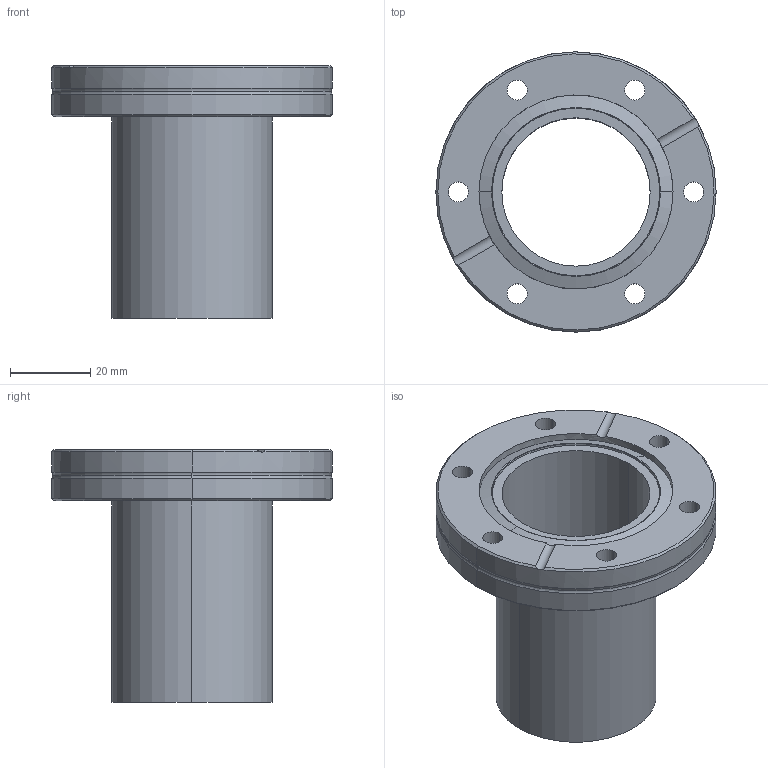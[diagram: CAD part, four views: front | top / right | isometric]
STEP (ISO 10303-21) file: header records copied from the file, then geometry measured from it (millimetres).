
FILE_DESCRIPTION (( 'STEP AP214' ), '1' );
FILE_NAME ('420FRA040-40-63-G.stp', '2017-06-06T07:10:29', ( '' ), ( '' ), 'SwSTEP 2.0', 'SolidWorks 2015', '' );
FILE_SCHEMA (( 'AUTOMOTIVE_DESIGN' ));
Length unit declared in the file: millimetre
Products named in the file (1): 420FRA040-40-63-G
Bounding box: 69.9 x 69.9 x 63 mm (x, y, z)
Volume: 41572 mm3; surface area: 25022.3 mm2
Topology: 1 solids, 1 shells, 47 faces, 114 edges, 71 vertices
Faces by surface type: cylinder 26, cone 9, torus 6, plane 6
Entity records: 2022 total; most frequent: CARTESIAN_POINT 293, DIRECTION 273, ORIENTED_EDGE 228, AXIS2_PLACEMENT_3D 119, EDGE_CURVE 114, CIRCLE 71, VERTEX_POINT 71, EDGE_LOOP 63
